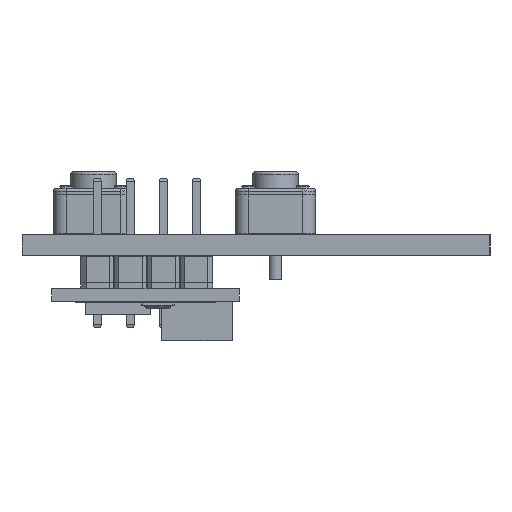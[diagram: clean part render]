
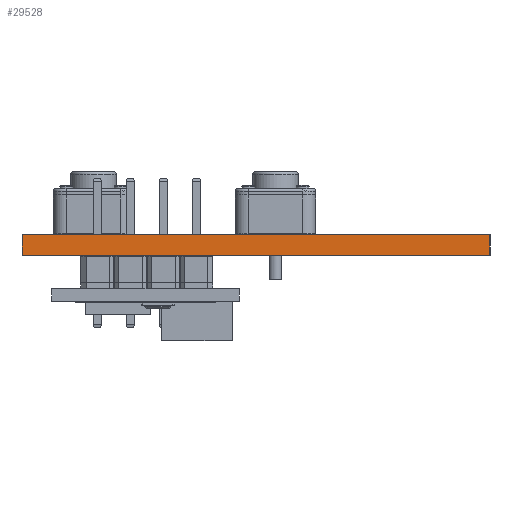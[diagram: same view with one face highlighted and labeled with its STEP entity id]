
A CAD part, left-side view. The second image highlights one B-rep face of the part: STEP entity #29528.
In plain terms, the highlighted planar face has unit normal (-1, 0, 0).
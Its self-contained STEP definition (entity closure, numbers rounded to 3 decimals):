
#29528 = ADVANCED_FACE('',(#29529),#29543,.T.);
#29529 = FACE_BOUND('',#29530,.T.);
#29530 = EDGE_LOOP('',(#29531,#29566,#29594,#29622));
#29531 = ORIENTED_EDGE('',*,*,#29532,.T.);
#29532 = EDGE_CURVE('',#29533,#29535,#29537,.T.);
#29533 = VERTEX_POINT('',#29534);
#29534 = CARTESIAN_POINT('',(30.,-135.,0.));
#29535 = VERTEX_POINT('',#29536);
#29536 = CARTESIAN_POINT('',(30.,-135.,1.6));
#29537 = SURFACE_CURVE('',#29538,(#29542,#29554),.PCURVE_S1.);
#29538 = LINE('',#29539,#29540);
#29539 = CARTESIAN_POINT('',(30.,-135.,0.));
#29540 = VECTOR('',#29541,1.);
#29541 = DIRECTION('',(0.,0.,1.));
#29542 = PCURVE('',#29543,#29548);
#29543 = PLANE('',#29544);
#29544 = AXIS2_PLACEMENT_3D('',#29545,#29546,#29547);
#29545 = CARTESIAN_POINT('',(30.,-135.,0.));
#29546 = DIRECTION('',(-1.,0.,0.));
#29547 = DIRECTION('',(0.,1.,0.));
#29548 = DEFINITIONAL_REPRESENTATION('',(#29549),#29553);
#29549 = LINE('',#29550,#29551);
#29550 = CARTESIAN_POINT('',(0.,0.));
#29551 = VECTOR('',#29552,1.);
#29552 = DIRECTION('',(0.,-1.));
#29553 = ( GEOMETRIC_REPRESENTATION_CONTEXT(2) 
PARAMETRIC_REPRESENTATION_CONTEXT() REPRESENTATION_CONTEXT('2D SPACE',''
  ) );
#29554 = PCURVE('',#29555,#29560);
#29555 = PLANE('',#29556);
#29556 = AXIS2_PLACEMENT_3D('',#29557,#29558,#29559);
#29557 = CARTESIAN_POINT('',(170.,-135.,0.));
#29558 = DIRECTION('',(0.,-1.,0.));
#29559 = DIRECTION('',(-1.,0.,0.));
#29560 = DEFINITIONAL_REPRESENTATION('',(#29561),#29565);
#29561 = LINE('',#29562,#29563);
#29562 = CARTESIAN_POINT('',(140.,0.));
#29563 = VECTOR('',#29564,1.);
#29564 = DIRECTION('',(0.,-1.));
#29565 = ( GEOMETRIC_REPRESENTATION_CONTEXT(2) 
PARAMETRIC_REPRESENTATION_CONTEXT() REPRESENTATION_CONTEXT('2D SPACE',''
  ) );
#29566 = ORIENTED_EDGE('',*,*,#29567,.T.);
#29567 = EDGE_CURVE('',#29535,#29568,#29570,.T.);
#29568 = VERTEX_POINT('',#29569);
#29569 = CARTESIAN_POINT('',(30.,-99.,1.6));
#29570 = SURFACE_CURVE('',#29571,(#29575,#29582),.PCURVE_S1.);
#29571 = LINE('',#29572,#29573);
#29572 = CARTESIAN_POINT('',(30.,-135.,1.6));
#29573 = VECTOR('',#29574,1.);
#29574 = DIRECTION('',(0.,1.,0.));
#29575 = PCURVE('',#29543,#29576);
#29576 = DEFINITIONAL_REPRESENTATION('',(#29577),#29581);
#29577 = LINE('',#29578,#29579);
#29578 = CARTESIAN_POINT('',(0.,-1.6));
#29579 = VECTOR('',#29580,1.);
#29580 = DIRECTION('',(1.,0.));
#29581 = ( GEOMETRIC_REPRESENTATION_CONTEXT(2) 
PARAMETRIC_REPRESENTATION_CONTEXT() REPRESENTATION_CONTEXT('2D SPACE',''
  ) );
#29582 = PCURVE('',#29583,#29588);
#29583 = PLANE('',#29584);
#29584 = AXIS2_PLACEMENT_3D('',#29585,#29586,#29587);
#29585 = CARTESIAN_POINT('',(100.,-117.,1.6));
#29586 = DIRECTION('',(-0.,-0.,-1.));
#29587 = DIRECTION('',(-1.,0.,0.));
#29588 = DEFINITIONAL_REPRESENTATION('',(#29589),#29593);
#29589 = LINE('',#29590,#29591);
#29590 = CARTESIAN_POINT('',(70.,-18.));
#29591 = VECTOR('',#29592,1.);
#29592 = DIRECTION('',(0.,1.));
#29593 = ( GEOMETRIC_REPRESENTATION_CONTEXT(2) 
PARAMETRIC_REPRESENTATION_CONTEXT() REPRESENTATION_CONTEXT('2D SPACE',''
  ) );
#29594 = ORIENTED_EDGE('',*,*,#29595,.F.);
#29595 = EDGE_CURVE('',#29596,#29568,#29598,.T.);
#29596 = VERTEX_POINT('',#29597);
#29597 = CARTESIAN_POINT('',(30.,-99.,0.));
#29598 = SURFACE_CURVE('',#29599,(#29603,#29610),.PCURVE_S1.);
#29599 = LINE('',#29600,#29601);
#29600 = CARTESIAN_POINT('',(30.,-99.,0.));
#29601 = VECTOR('',#29602,1.);
#29602 = DIRECTION('',(0.,0.,1.));
#29603 = PCURVE('',#29543,#29604);
#29604 = DEFINITIONAL_REPRESENTATION('',(#29605),#29609);
#29605 = LINE('',#29606,#29607);
#29606 = CARTESIAN_POINT('',(36.,0.));
#29607 = VECTOR('',#29608,1.);
#29608 = DIRECTION('',(0.,-1.));
#29609 = ( GEOMETRIC_REPRESENTATION_CONTEXT(2) 
PARAMETRIC_REPRESENTATION_CONTEXT() REPRESENTATION_CONTEXT('2D SPACE',''
  ) );
#29610 = PCURVE('',#29611,#29616);
#29611 = PLANE('',#29612);
#29612 = AXIS2_PLACEMENT_3D('',#29613,#29614,#29615);
#29613 = CARTESIAN_POINT('',(30.,-99.,0.));
#29614 = DIRECTION('',(0.,1.,0.));
#29615 = DIRECTION('',(1.,0.,0.));
#29616 = DEFINITIONAL_REPRESENTATION('',(#29617),#29621);
#29617 = LINE('',#29618,#29619);
#29618 = CARTESIAN_POINT('',(0.,0.));
#29619 = VECTOR('',#29620,1.);
#29620 = DIRECTION('',(0.,-1.));
#29621 = ( GEOMETRIC_REPRESENTATION_CONTEXT(2) 
PARAMETRIC_REPRESENTATION_CONTEXT() REPRESENTATION_CONTEXT('2D SPACE',''
  ) );
#29622 = ORIENTED_EDGE('',*,*,#29623,.F.);
#29623 = EDGE_CURVE('',#29533,#29596,#29624,.T.);
#29624 = SURFACE_CURVE('',#29625,(#29629,#29636),.PCURVE_S1.);
#29625 = LINE('',#29626,#29627);
#29626 = CARTESIAN_POINT('',(30.,-135.,0.));
#29627 = VECTOR('',#29628,1.);
#29628 = DIRECTION('',(0.,1.,0.));
#29629 = PCURVE('',#29543,#29630);
#29630 = DEFINITIONAL_REPRESENTATION('',(#29631),#29635);
#29631 = LINE('',#29632,#29633);
#29632 = CARTESIAN_POINT('',(0.,0.));
#29633 = VECTOR('',#29634,1.);
#29634 = DIRECTION('',(1.,0.));
#29635 = ( GEOMETRIC_REPRESENTATION_CONTEXT(2) 
PARAMETRIC_REPRESENTATION_CONTEXT() REPRESENTATION_CONTEXT('2D SPACE',''
  ) );
#29636 = PCURVE('',#29637,#29642);
#29637 = PLANE('',#29638);
#29638 = AXIS2_PLACEMENT_3D('',#29639,#29640,#29641);
#29639 = CARTESIAN_POINT('',(100.,-117.,0.));
#29640 = DIRECTION('',(-0.,-0.,-1.));
#29641 = DIRECTION('',(-1.,0.,0.));
#29642 = DEFINITIONAL_REPRESENTATION('',(#29643),#29647);
#29643 = LINE('',#29644,#29645);
#29644 = CARTESIAN_POINT('',(70.,-18.));
#29645 = VECTOR('',#29646,1.);
#29646 = DIRECTION('',(0.,1.));
#29647 = ( GEOMETRIC_REPRESENTATION_CONTEXT(2) 
PARAMETRIC_REPRESENTATION_CONTEXT() REPRESENTATION_CONTEXT('2D SPACE',''
  ) );
